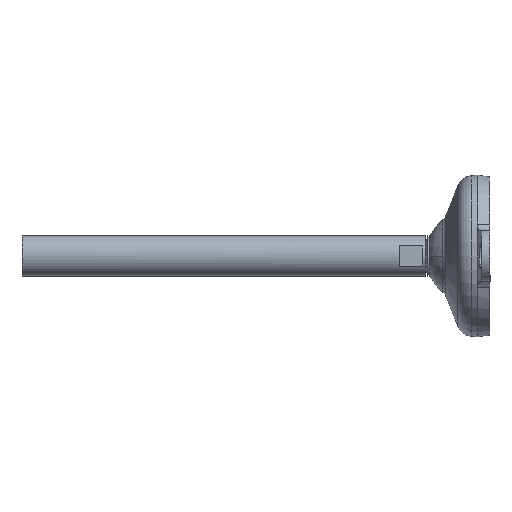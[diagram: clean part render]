
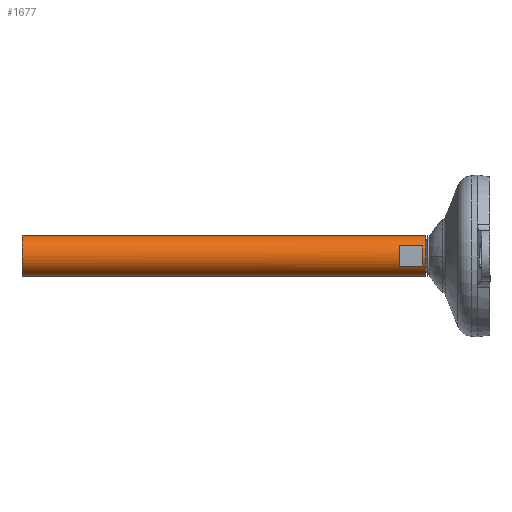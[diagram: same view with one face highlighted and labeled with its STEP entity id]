
A CAD part, left-side view. The second image highlights one B-rep face of the part: STEP entity #1677.
In plain terms, the highlighted cylindrical face has radius 10 mm (diameter 20 mm), a partial arc.
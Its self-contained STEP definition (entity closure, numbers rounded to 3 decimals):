
#35 = EDGE_LOOP ( 'NONE', ( #817, #124, #1555, #1458 ) ) ;
#63 = CIRCLE ( 'NONE', #285, 10. ) ;
#98 = DIRECTION ( 'NONE',  ( 0., 0., -1. ) ) ;
#124 = ORIENTED_EDGE ( 'NONE', *, *, #454, .T. ) ;
#142 = FACE_OUTER_BOUND ( 'NONE', #1360, .T. ) ;
#189 = EDGE_CURVE ( 'NONE', #897, #733, #282, .T. ) ;
#255 = EDGE_CURVE ( 'NONE', #974, #1092, #63, .T. ) ;
#278 = ORIENTED_EDGE ( 'NONE', *, *, #1364, .T. ) ;
#282 = CIRCLE ( 'NONE', #791, 10. ) ;
#285 = AXIS2_PLACEMENT_3D ( 'NONE', #833, #1240, #1389 ) ;
#334 = CARTESIAN_POINT ( 'NONE',  ( -8.5, 45., 5.268 ) ) ;
#343 = AXIS2_PLACEMENT_3D ( 'NONE', #609, #1683, #478 ) ;
#394 = LINE ( 'NONE', #934, #1615 ) ;
#429 = CARTESIAN_POINT ( 'NONE',  ( 0., 33.5, 0. ) ) ;
#434 = DIRECTION ( 'NONE',  ( 0., -1., 0. ) ) ;
#440 = VERTEX_POINT ( 'NONE', #1143 ) ;
#454 = EDGE_CURVE ( 'NONE', #440, #1074, #1102, .T. ) ;
#478 = DIRECTION ( 'NONE',  ( 0., 0., 1. ) ) ;
#513 = CARTESIAN_POINT ( 'NONE',  ( 0., 32., 0. ) ) ;
#574 = EDGE_CURVE ( 'NONE', #777, #1035, #715, .T. ) ;
#582 = CARTESIAN_POINT ( 'NONE',  ( 0., 32., -10. ) ) ;
#609 = CARTESIAN_POINT ( 'NONE',  ( 0., 45., 0. ) ) ;
#672 = DIRECTION ( 'NONE',  ( 0., -1., 0. ) ) ;
#676 = DIRECTION ( 'NONE',  ( 0., 0., -1. ) ) ;
#690 = AXIS2_PLACEMENT_3D ( 'NONE', #1303, #805, #98 ) ;
#715 = CIRCLE ( 'NONE', #939, 10. ) ;
#720 = ORIENTED_EDGE ( 'NONE', *, *, #574, .F. ) ;
#733 = VERTEX_POINT ( 'NONE', #1132 ) ;
#740 = LINE ( 'NONE', #1005, #825 ) ;
#741 = VECTOR ( 'NONE', #672, 1000. ) ;
#754 = ORIENTED_EDGE ( 'NONE', *, *, #1120, .F. ) ;
#764 = CYLINDRICAL_SURFACE ( 'NONE', #690, 10. ) ;
#777 = VERTEX_POINT ( 'NONE', #868 ) ;
#791 = AXIS2_PLACEMENT_3D ( 'NONE', #429, #1089, #1640 ) ;
#805 = DIRECTION ( 'NONE',  ( 0., -1., 0. ) ) ;
#816 = CARTESIAN_POINT ( 'NONE',  ( 0., 0., -10. ) ) ;
#817 = ORIENTED_EDGE ( 'NONE', *, *, #1289, .T. ) ;
#825 = VECTOR ( 'NONE', #1279, 1000. ) ;
#833 = CARTESIAN_POINT ( 'NONE',  ( 0., 231.5, 0. ) ) ;
#868 = CARTESIAN_POINT ( 'NONE',  ( 0., 32., 10. ) ) ;
#897 = VERTEX_POINT ( 'NONE', #1309 ) ;
#934 = CARTESIAN_POINT ( 'NONE',  ( -8.5, 0., -5.268 ) ) ;
#939 = AXIS2_PLACEMENT_3D ( 'NONE', #513, #1341, #676 ) ;
#972 = LINE ( 'NONE', #816, #741 ) ;
#974 = VERTEX_POINT ( 'NONE', #1643 ) ;
#1005 = CARTESIAN_POINT ( 'NONE',  ( 0., 0., 10. ) ) ;
#1035 = VERTEX_POINT ( 'NONE', #582 ) ;
#1074 = VERTEX_POINT ( 'NONE', #334 ) ;
#1089 = DIRECTION ( 'NONE',  ( 0., -1., 0. ) ) ;
#1092 = VERTEX_POINT ( 'NONE', #1407 ) ;
#1102 = CIRCLE ( 'NONE', #343, 10. ) ;
#1120 = EDGE_CURVE ( 'NONE', #974, #777, #740, .T. ) ;
#1132 = CARTESIAN_POINT ( 'NONE',  ( -8.5, 33.5, -5.268 ) ) ;
#1143 = CARTESIAN_POINT ( 'NONE',  ( -8.5, 45., -5.268 ) ) ;
#1206 = CARTESIAN_POINT ( 'NONE',  ( -8.5, 0., 5.268 ) ) ;
#1240 = DIRECTION ( 'NONE',  ( 0., -1., 0. ) ) ;
#1279 = DIRECTION ( 'NONE',  ( 0., -1., 0. ) ) ;
#1289 = EDGE_CURVE ( 'NONE', #733, #440, #394, .T. ) ;
#1303 = CARTESIAN_POINT ( 'NONE',  ( 0., 0., 0. ) ) ;
#1309 = CARTESIAN_POINT ( 'NONE',  ( -8.5, 33.5, 5.268 ) ) ;
#1341 = DIRECTION ( 'NONE',  ( 0., -1., 0. ) ) ;
#1353 = ORIENTED_EDGE ( 'NONE', *, *, #255, .T. ) ;
#1360 = EDGE_LOOP ( 'NONE', ( #754, #1353, #278, #720 ) ) ;
#1364 = EDGE_CURVE ( 'NONE', #1092, #1035, #972, .T. ) ;
#1370 = EDGE_CURVE ( 'NONE', #1074, #897, #1614, .T. ) ;
#1389 = DIRECTION ( 'NONE',  ( 0., 0., -1. ) ) ;
#1407 = CARTESIAN_POINT ( 'NONE',  ( 0., 231.5, -10. ) ) ;
#1433 = FACE_BOUND ( 'NONE', #35, .T. ) ;
#1458 = ORIENTED_EDGE ( 'NONE', *, *, #189, .T. ) ;
#1468 = DIRECTION ( 'NONE',  ( 0., 1., 0. ) ) ;
#1555 = ORIENTED_EDGE ( 'NONE', *, *, #1370, .T. ) ;
#1614 = LINE ( 'NONE', #1206, #1674 ) ;
#1615 = VECTOR ( 'NONE', #1468, 1000. ) ;
#1640 = DIRECTION ( 'NONE',  ( 0., 0., -1. ) ) ;
#1643 = CARTESIAN_POINT ( 'NONE',  ( 0., 231.5, 10. ) ) ;
#1674 = VECTOR ( 'NONE', #434, 1000. ) ;
#1677 = ADVANCED_FACE ( 'NONE', ( #142, #1433 ), #764, .T. ) ;
#1683 = DIRECTION ( 'NONE',  ( 0., 1., 0. ) ) ;
